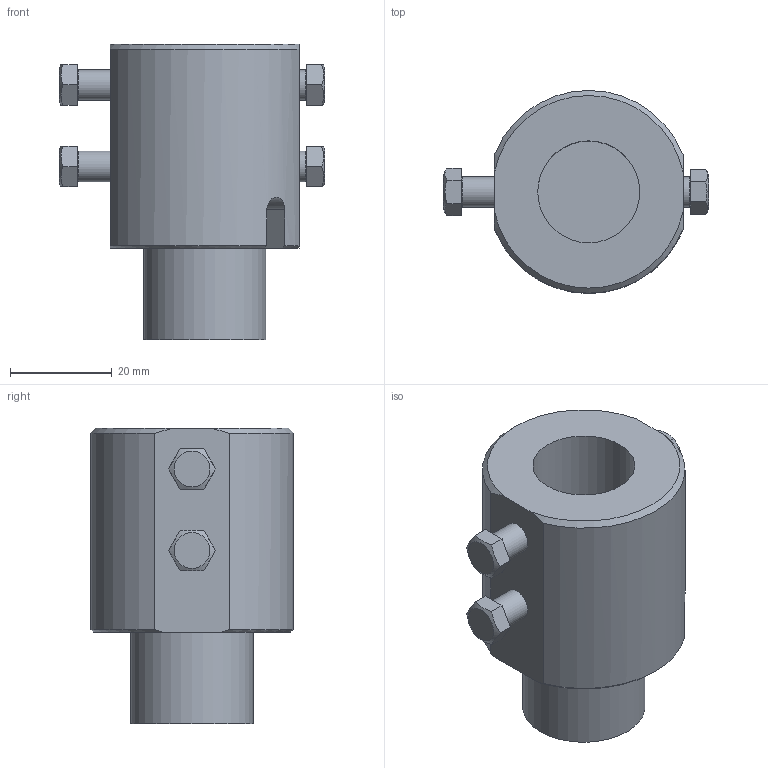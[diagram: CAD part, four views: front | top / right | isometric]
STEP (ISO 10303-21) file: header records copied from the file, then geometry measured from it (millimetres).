
FILE_DESCRIPTION(/* description */ (''),/* implementation_level */ '2;1');
FILE_NAME(/* name */ 'W9990506_stp.stp',/* time_stamp */ '2012-01-10T13:40:40+01:00',/* author */ (''),/* organization */ (''),/* preprocessor_version */ 'ST-DEVELOPER v11',/* originating_system */ 'UGS - NX 5.0',/* authorisation */ '');
FILE_SCHEMA (('AUTOMOTIVE_DESIGN { 1 0 10303 214 1 1 1 1 }'));
Length unit declared in the file: millimetre
Products named in the file (1): reic5256kks4
Bounding box: 52 x 39.8 x 58 mm (x, y, z)
Volume: 46769.1 mm3; surface area: 11808.8 mm2
Topology: 1 solids, 1 shells, 63 faces, 153 edges, 102 vertices
Faces by surface type: plane 41, cylinder 9, cone 9, torus 4
Full cylindrical faces by diameter (mm): 6 x4, 20 x1, 24 x1
Entity records: 1809 total; most frequent: CARTESIAN_POINT 448, ORIENTED_EDGE 262, DIRECTION 255, EDGE_CURVE 131, AXIS2_PLACEMENT_3D 95, VERTEX_POINT 94, EDGE_LOOP 87, LINE 65
